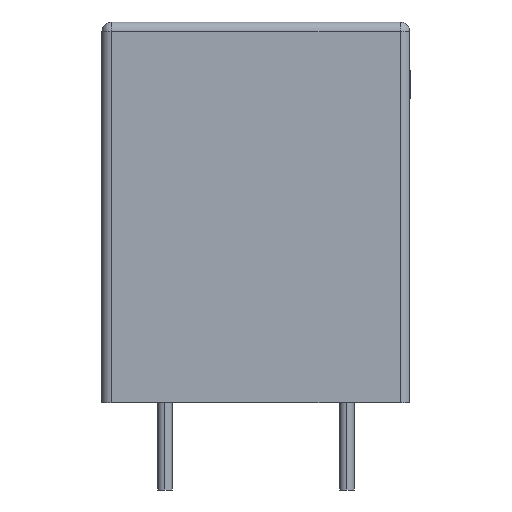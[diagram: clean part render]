
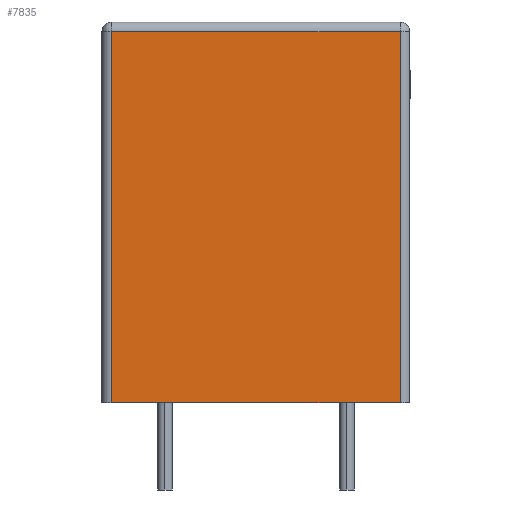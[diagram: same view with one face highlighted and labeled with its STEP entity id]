
A CAD part, left-side view. The second image highlights one B-rep face of the part: STEP entity #7835.
In plain terms, the highlighted planar face has unit normal (-1, 0, 0).
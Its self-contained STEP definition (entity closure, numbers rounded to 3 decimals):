
#16 = ORIENTED_EDGE ( 'NONE', *, *, #5568, .F. ) ;
#608 = DIRECTION ( 'NONE',  ( 0., 0., -1. ) ) ;
#923 = ORIENTED_EDGE ( 'NONE', *, *, #4205, .T. ) ;
#1997 = CARTESIAN_POINT ( 'NONE',  ( -14.5, -5.95, 15.7 ) ) ;
#2779 = DIRECTION ( 'NONE',  ( 0., 0., 1. ) ) ;
#3242 = CARTESIAN_POINT ( 'NONE',  ( -14.5, 0., 0. ) ) ;
#3820 = LINE ( 'NONE', #1997, #4326 ) ;
#3920 = LINE ( 'NONE', #9512, #12854 ) ;
#4036 = VERTEX_POINT ( 'NONE', #5498 ) ;
#4205 = EDGE_CURVE ( 'NONE', #9137, #12338, #3820, .T. ) ;
#4326 = VECTOR ( 'NONE', #2779, 1000. ) ;
#4538 = FACE_OUTER_BOUND ( 'NONE', #14401, .T. ) ;
#4774 = ORIENTED_EDGE ( 'NONE', *, *, #11876, .T. ) ;
#5377 = PLANE ( 'NONE',  #11595 ) ;
#5498 = CARTESIAN_POINT ( 'NONE',  ( -14.5, 5.95, 15.3 ) ) ;
#5568 = EDGE_CURVE ( 'NONE', #9137, #11833, #8849, .T. ) ;
#5902 = CARTESIAN_POINT ( 'NONE',  ( -14.5, -5.95, 15.3 ) ) ;
#5907 = DIRECTION ( 'NONE',  ( 0., 0., 1. ) ) ;
#7010 = CARTESIAN_POINT ( 'NONE',  ( -14.5, 0., 15.7 ) ) ;
#7053 = DIRECTION ( 'NONE',  ( 0., 1., 0. ) ) ;
#7265 = VECTOR ( 'NONE', #7053, 1000. ) ;
#7809 = DIRECTION ( 'NONE',  ( 0., 1., 0. ) ) ;
#7835 = ADVANCED_FACE ( 'NONE', ( #4538 ), #5377, .T. ) ;
#8849 = LINE ( 'NONE', #3242, #10483 ) ;
#9137 = VERTEX_POINT ( 'NONE', #9256 ) ;
#9256 = CARTESIAN_POINT ( 'NONE',  ( -14.5, -5.95, 0. ) ) ;
#9512 = CARTESIAN_POINT ( 'NONE',  ( -14.5, 5.95, 0. ) ) ;
#10239 = ORIENTED_EDGE ( 'NONE', *, *, #14068, .T. ) ;
#10483 = VECTOR ( 'NONE', #7809, 1000. ) ;
#11540 = DIRECTION ( 'NONE',  ( -1., 0., 0. ) ) ;
#11590 = CARTESIAN_POINT ( 'NONE',  ( -14.5, 5.95, 0. ) ) ;
#11595 = AXIS2_PLACEMENT_3D ( 'NONE', #7010, #11540, #5907 ) ;
#11833 = VERTEX_POINT ( 'NONE', #11590 ) ;
#11876 = EDGE_CURVE ( 'NONE', #12338, #4036, #14759, .T. ) ;
#12338 = VERTEX_POINT ( 'NONE', #5902 ) ;
#12737 = CARTESIAN_POINT ( 'NONE',  ( -14.5, 0., 15.3 ) ) ;
#12854 = VECTOR ( 'NONE', #608, 1000. ) ;
#14068 = EDGE_CURVE ( 'NONE', #4036, #11833, #3920, .T. ) ;
#14401 = EDGE_LOOP ( 'NONE', ( #4774, #10239, #16, #923 ) ) ;
#14759 = LINE ( 'NONE', #12737, #7265 ) ;
